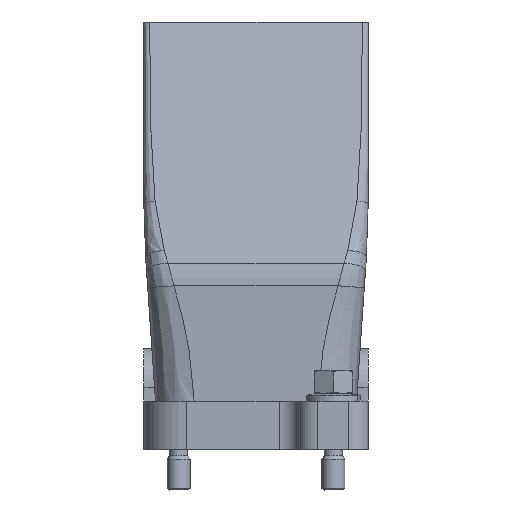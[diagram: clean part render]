
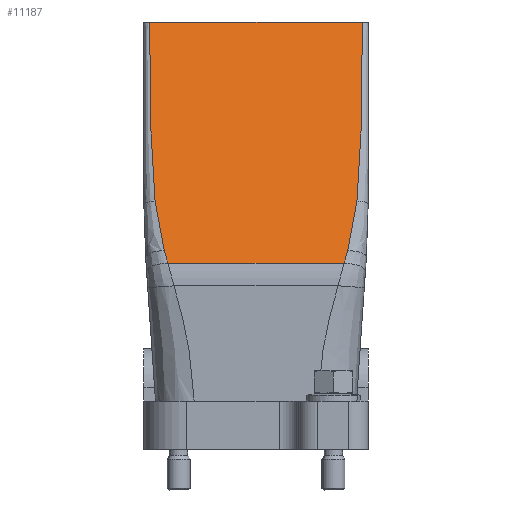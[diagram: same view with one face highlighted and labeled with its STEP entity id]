
A CAD part, front view. The second image highlights one B-rep face of the part: STEP entity #11187.
In plain terms, the highlighted planar face has unit normal (0, -0.956, 0.293).
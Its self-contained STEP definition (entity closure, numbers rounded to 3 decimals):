
#11147=AXIS2_PLACEMENT_3D('Plane Axis2P3D',#11144,#11145,#11146) ;
#76=CARTESIAN_POINT('Line Origine',(29.,41.,121.)) ;
#80=CARTESIAN_POINT('Vertex',(56.5,41.,121.)) ;
#82=CARTESIAN_POINT('Vertex',(1.5,41.,121.)) ;
#4279=CARTESIAN_POINT('Vertex',(52.715,22.891,61.951)) ;
#4283=CARTESIAN_POINT('Control Point',(51.783,21.879,58.652)) ;
#4284=CARTESIAN_POINT('Control Point',(51.87,21.97,58.951)) ;
#4285=CARTESIAN_POINT('Control Point',(51.956,22.062,59.249)) ;
#4286=CARTESIAN_POINT('Control Point',(52.042,22.154,59.548)) ;
#4287=CARTESIAN_POINT('Control Point',(52.23,22.356,60.207)) ;
#4288=CARTESIAN_POINT('Control Point',(52.416,22.558,60.867)) ;
#4289=CARTESIAN_POINT('Control Point',(52.516,22.669,61.229)) ;
#4290=CARTESIAN_POINT('Control Point',(52.616,22.78,61.59)) ;
#4291=CARTESIAN_POINT('Control Point',(52.715,22.891,61.951)) ;
#4292=CARTESIAN_POINT('Vertex',(51.783,21.879,58.652)) ;
#4628=CARTESIAN_POINT('Vertex',(55.086,26.79,74.665)) ;
#4632=CARTESIAN_POINT('Control Point',(52.715,22.891,61.951)) ;
#4633=CARTESIAN_POINT('Control Point',(53.19,23.416,63.665)) ;
#4634=CARTESIAN_POINT('Control Point',(53.62,23.945,65.39)) ;
#4635=CARTESIAN_POINT('Control Point',(53.997,24.478,67.129)) ;
#4636=CARTESIAN_POINT('Control Point',(54.463,25.261,69.679)) ;
#4637=CARTESIAN_POINT('Control Point',(54.816,26.048,72.246)) ;
#4638=CARTESIAN_POINT('Control Point',(54.915,26.293,73.044)) ;
#4639=CARTESIAN_POINT('Control Point',(55.005,26.541,73.854)) ;
#4640=CARTESIAN_POINT('Control Point',(55.087,26.79,74.665)) ;
#4672=CARTESIAN_POINT('Line Origine',(29.,21.879,58.652)) ;
#4676=CARTESIAN_POINT('Vertex',(6.217,21.879,58.652)) ;
#9989=CARTESIAN_POINT('Vertex',(5.285,22.891,61.951)) ;
#10001=CARTESIAN_POINT('Control Point',(6.217,21.879,58.652)) ;
#10002=CARTESIAN_POINT('Control Point',(6.13,21.97,58.951)) ;
#10003=CARTESIAN_POINT('Control Point',(6.044,22.062,59.249)) ;
#10004=CARTESIAN_POINT('Control Point',(5.958,22.154,59.548)) ;
#10005=CARTESIAN_POINT('Control Point',(5.77,22.356,60.207)) ;
#10006=CARTESIAN_POINT('Control Point',(5.584,22.558,60.867)) ;
#10007=CARTESIAN_POINT('Control Point',(5.484,22.669,61.229)) ;
#10008=CARTESIAN_POINT('Control Point',(5.384,22.78,61.59)) ;
#10009=CARTESIAN_POINT('Control Point',(5.285,22.891,61.951)) ;
#10590=CARTESIAN_POINT('Vertex',(2.914,26.79,74.665)) ;
#10594=CARTESIAN_POINT('Control Point',(5.285,22.891,61.951)) ;
#10595=CARTESIAN_POINT('Control Point',(4.81,23.416,63.665)) ;
#10596=CARTESIAN_POINT('Control Point',(4.38,23.945,65.39)) ;
#10597=CARTESIAN_POINT('Control Point',(4.003,24.478,67.129)) ;
#10598=CARTESIAN_POINT('Control Point',(3.537,25.261,69.679)) ;
#10599=CARTESIAN_POINT('Control Point',(3.184,26.048,72.246)) ;
#10600=CARTESIAN_POINT('Control Point',(3.085,26.293,73.044)) ;
#10601=CARTESIAN_POINT('Control Point',(2.995,26.541,73.854)) ;
#10602=CARTESIAN_POINT('Control Point',(2.913,26.79,74.665)) ;
#11144=CARTESIAN_POINT('Axis2P3D Location',(29.,41.,121.)) ;
#11150=CARTESIAN_POINT('Control Point',(2.914,26.79,74.665)) ;
#11151=CARTESIAN_POINT('Control Point',(2.806,27.123,75.75)) ;
#11152=CARTESIAN_POINT('Control Point',(2.708,27.454,76.832)) ;
#11153=CARTESIAN_POINT('Control Point',(2.618,27.784,77.908)) ;
#11154=CARTESIAN_POINT('Control Point',(1.962,30.387,86.394)) ;
#11155=CARTESIAN_POINT('Control Point',(1.692,32.995,94.897)) ;
#11156=CARTESIAN_POINT('Control Point',(1.544,35.272,102.324)) ;
#11157=CARTESIAN_POINT('Control Point',(1.504,37.753,110.413)) ;
#11158=CARTESIAN_POINT('Control Point',(1.5,40.234,118.503)) ;
#11159=CARTESIAN_POINT('Control Point',(1.5,40.485,119.32)) ;
#11160=CARTESIAN_POINT('Control Point',(1.5,40.746,120.173)) ;
#11161=CARTESIAN_POINT('Control Point',(1.5,41.,121.)) ;
#11164=CARTESIAN_POINT('Control Point',(55.086,26.79,74.665)) ;
#11165=CARTESIAN_POINT('Control Point',(55.194,27.123,75.75)) ;
#11166=CARTESIAN_POINT('Control Point',(55.292,27.454,76.832)) ;
#11167=CARTESIAN_POINT('Control Point',(55.382,27.784,77.908)) ;
#11168=CARTESIAN_POINT('Control Point',(56.038,30.387,86.394)) ;
#11169=CARTESIAN_POINT('Control Point',(56.308,32.995,94.897)) ;
#11170=CARTESIAN_POINT('Control Point',(56.456,35.272,102.324)) ;
#11171=CARTESIAN_POINT('Control Point',(56.496,37.753,110.413)) ;
#11172=CARTESIAN_POINT('Control Point',(56.5,40.234,118.503)) ;
#11173=CARTESIAN_POINT('Control Point',(56.5,40.485,119.32)) ;
#11174=CARTESIAN_POINT('Control Point',(56.5,40.746,120.173)) ;
#11175=CARTESIAN_POINT('Control Point',(56.5,41.,121.)) ;
#77=DIRECTION('Vector Direction',(-1.,0.,0.)) ;
#4673=DIRECTION('Vector Direction',(-1.,0.,0.)) ;
#11145=DIRECTION('Axis2P3D Direction',(0.,0.956,-0.293)) ;
#11146=DIRECTION('Axis2P3D XDirection',(0.,-0.293,-0.956)) ;
#78=VECTOR('Line Direction',#77,1.) ;
#4674=VECTOR('Line Direction',#4673,1.) ;
#11178=ORIENTED_EDGE('',*,*,#11162,.T.) ;
#11179=ORIENTED_EDGE('',*,*,#10603,.T.) ;
#11180=ORIENTED_EDGE('',*,*,#10010,.T.) ;
#11181=ORIENTED_EDGE('',*,*,#4678,.F.) ;
#11182=ORIENTED_EDGE('',*,*,#4294,.F.) ;
#11183=ORIENTED_EDGE('',*,*,#4641,.F.) ;
#11184=ORIENTED_EDGE('',*,*,#11176,.F.) ;
#11185=ORIENTED_EDGE('',*,*,#84,.T.) ;
#11187=ADVANCED_FACE('Hood',(#11186),#11148,.F.) ;
#4282=B_SPLINE_CURVE_WITH_KNOTS('',5,(#4283,#4284,#4285,#4286,#4287,#4288,#4289,#4290,#4291),.UNSPECIFIED.,.F.,.U.,(6,3,6),(90.49,93.276,96.64),.UNSPECIFIED.) ;
#4631=B_SPLINE_CURVE_WITH_KNOTS('',5,(#4632,#4633,#4634,#4635,#4636,#4637,#4638,#4639,#4640),.UNSPECIFIED.,.F.,.U.,(6,3,6),(97.865,114.078,121.512),.UNSPECIFIED.) ;
#10000=B_SPLINE_CURVE_WITH_KNOTS('',5,(#10001,#10002,#10003,#10004,#10005,#10006,#10007,#10008,#10009),.UNSPECIFIED.,.F.,.U.,(6,3,6),(90.487,93.274,96.638),.UNSPECIFIED.) ;
#10593=B_SPLINE_CURVE_WITH_KNOTS('',5,(#10594,#10595,#10596,#10597,#10598,#10599,#10600,#10601,#10602),.UNSPECIFIED.,.F.,.U.,(6,3,6),(97.865,114.078,121.512),.UNSPECIFIED.) ;
#11149=B_SPLINE_CURVE_WITH_KNOTS('',5,(#11150,#11151,#11152,#11153,#11154,#11155,#11156,#11157,#11158,#11159,#11160,#11161),.UNSPECIFIED.,.F.,.U.,(6,3,3,6),(120.168,130.06,197.185,203.333),.UNSPECIFIED.) ;
#11163=B_SPLINE_CURVE_WITH_KNOTS('',5,(#11164,#11165,#11166,#11167,#11168,#11169,#11170,#11171,#11172,#11173,#11174,#11175),.UNSPECIFIED.,.F.,.U.,(6,3,3,6),(120.168,130.06,197.185,203.333),.UNSPECIFIED.) ;
#84=EDGE_CURVE('',#81,#83,#79,.T.) ;
#4294=EDGE_CURVE('',#4280,#4293,#4282,.F.) ;
#4641=EDGE_CURVE('',#4629,#4280,#4631,.F.) ;
#4678=EDGE_CURVE('',#4293,#4677,#4675,.T.) ;
#10010=EDGE_CURVE('',#9990,#4677,#10000,.F.) ;
#10603=EDGE_CURVE('',#10591,#9990,#10593,.F.) ;
#11162=EDGE_CURVE('',#83,#10591,#11149,.F.) ;
#11176=EDGE_CURVE('',#81,#4629,#11163,.F.) ;
#11177=EDGE_LOOP('',(#11178,#11179,#11180,#11181,#11182,#11183,#11184,#11185)) ;
#11186=FACE_OUTER_BOUND('',#11177,.T.) ;
#79=LINE('Line',#76,#78) ;
#4675=LINE('Line',#4672,#4674) ;
#11148=PLANE('',#11147) ;
#81=VERTEX_POINT('',#80) ;
#83=VERTEX_POINT('',#82) ;
#4280=VERTEX_POINT('',#4279) ;
#4293=VERTEX_POINT('',#4292) ;
#4629=VERTEX_POINT('',#4628) ;
#4677=VERTEX_POINT('',#4676) ;
#9990=VERTEX_POINT('',#9989) ;
#10591=VERTEX_POINT('',#10590) ;
